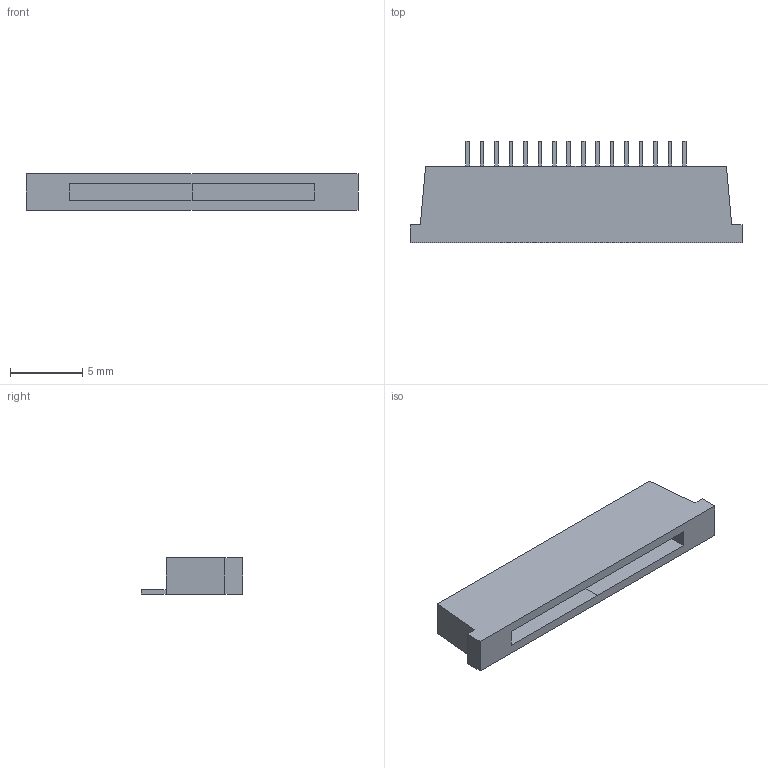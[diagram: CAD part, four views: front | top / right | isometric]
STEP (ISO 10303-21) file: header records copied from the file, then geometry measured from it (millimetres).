
FILE_DESCRIPTION(('FreeCAD Model'),'2;1');
FILE_NAME('Open CASCADE Shape Model','2023-09-13T21:29:25',('Author'),( ''),'Open CASCADE STEP processor 7.6','FreeCAD','Unknown');
FILE_SCHEMA(('AUTOMOTIVE_DESIGN { 1 0 10303 214 1 1 1 1 }'));
Length unit declared in the file: millimetre
Products named in the file (3): Part; Body; Cuerpo
Assembly tree (2 placements, depth 2):
  Part
    Body
    Cuerpo
Bounding box: 23 x 7.05 x 2.5 mm (x, y, z)
Volume: 236.1 mm3; surface area: 499 mm2
Topology: 17 solids, 17 shells, 114 faces, 235 edges, 156 vertices
Faces by surface type: plane 114
Entity records: 3115 total; most frequent: CARTESIAN_POINT 508, ORIENTED_EDGE 470, DIRECTION 469, EDGE_CURVE 235, LINE 235, VECTOR 235, VERTEX_POINT 156, AXIS2_PLACEMENT_3D 117
